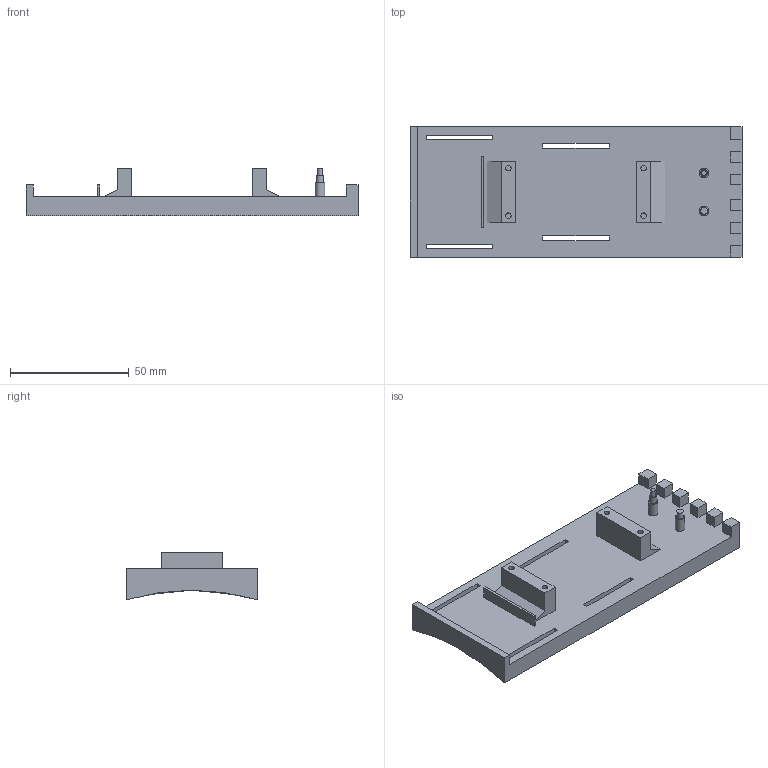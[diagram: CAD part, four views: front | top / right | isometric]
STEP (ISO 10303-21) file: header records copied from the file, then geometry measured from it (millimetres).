
FILE_DESCRIPTION(('CATIA V5 STEP Exchange'),'2;1');
FILE_NAME('Hand_mount_STEPFILE.stp','2019-07-22T09:39:58+00:00',('none'),('none'),'CATIA Version 5 Release 20 GA (IN-10)','CATIA V5 STEP AP203','none');
FILE_SCHEMA(('CONFIG_CONTROL_DESIGN'));
Length unit declared in the file: millimetre
Products named in the file (1): Hand_mount
Bounding box: 140 x 55 x 20 mm (x, y, z)
Volume: 45594.9 mm3; surface area: 22836.8 mm2
Topology: 1 solids, 1 shells, 90 faces, 228 edges, 152 vertices
Faces by surface type: plane 71, cylinder 18, extrusion 1
Entity records: 2579 total; most frequent: CARTESIAN_POINT 500, ORIENTED_EDGE 456, DIRECTION 327, EDGE_CURVE 228, VECTOR 183, LINE 182, VERTEX_POINT 152, EDGE_LOOP 110
